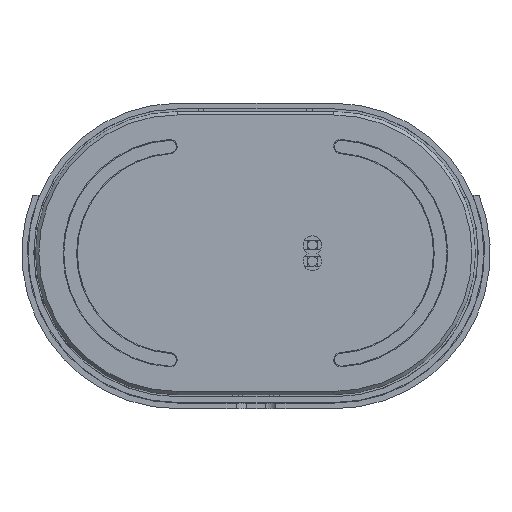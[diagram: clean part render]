
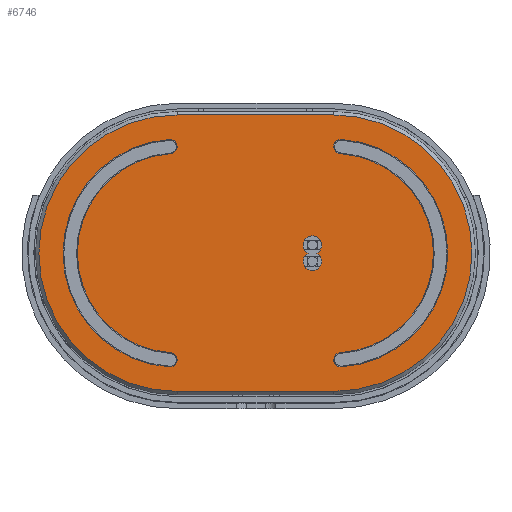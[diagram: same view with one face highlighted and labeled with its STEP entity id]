
A CAD part, front view. The second image highlights one B-rep face of the part: STEP entity #6746.
In plain terms, the highlighted planar face has unit normal (0, -1, 0).
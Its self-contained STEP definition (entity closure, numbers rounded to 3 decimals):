
#175=FACE_BOUND('',#1075,.T.);
#176=FACE_BOUND('',#1076,.T.);
#177=FACE_BOUND('',#1077,.T.);
#302=CIRCLE('',#7270,48.5);
#304=CIRCLE('',#7274,48.5);
#307=CIRCLE('',#7280,40.);
#308=CIRCLE('',#7281,2.5);
#309=CIRCLE('',#7282,35.);
#310=CIRCLE('',#7283,2.5);
#311=CIRCLE('',#7284,40.);
#312=CIRCLE('',#7285,2.5);
#313=CIRCLE('',#7286,35.);
#314=CIRCLE('',#7287,2.5);
#315=CIRCLE('',#7288,3.25);
#316=CIRCLE('',#7289,3.25);
#671=FACE_OUTER_BOUND('',#1074,.T.);
#1074=EDGE_LOOP('',(#5678,#5679,#5680,#5681));
#1075=EDGE_LOOP('',(#5682,#5683,#5684,#5685));
#1076=EDGE_LOOP('',(#5686,#5687,#5688,#5689));
#1077=EDGE_LOOP('',(#5690,#5691));
#1763=LINE('',#10842,#2513);
#1768=LINE('',#10856,#2518);
#2513=VECTOR('',#8833,10.);
#2518=VECTOR('',#8846,10.);
#3140=VERTEX_POINT('',#10839);
#3141=VERTEX_POINT('',#10841);
#3144=VERTEX_POINT('',#10848);
#3146=VERTEX_POINT('',#10854);
#3150=VERTEX_POINT('',#10872);
#3151=VERTEX_POINT('',#10873);
#3152=VERTEX_POINT('',#10875);
#3153=VERTEX_POINT('',#10877);
#3154=VERTEX_POINT('',#10880);
#3155=VERTEX_POINT('',#10881);
#3156=VERTEX_POINT('',#10883);
#3157=VERTEX_POINT('',#10885);
#3158=VERTEX_POINT('',#10888);
#3159=VERTEX_POINT('',#10889);
#4008=EDGE_CURVE('',#3140,#3141,#1763,.T.);
#4012=EDGE_CURVE('',#3144,#3140,#302,.T.);
#4015=EDGE_CURVE('',#3146,#3144,#1768,.T.);
#4017=EDGE_CURVE('',#3141,#3146,#304,.T.);
#4024=EDGE_CURVE('',#3150,#3151,#307,.T.);
#4025=EDGE_CURVE('',#3151,#3152,#308,.T.);
#4026=EDGE_CURVE('',#3153,#3152,#309,.T.);
#4027=EDGE_CURVE('',#3153,#3150,#310,.T.);
#4028=EDGE_CURVE('',#3154,#3155,#311,.T.);
#4029=EDGE_CURVE('',#3155,#3156,#312,.T.);
#4030=EDGE_CURVE('',#3157,#3156,#313,.T.);
#4031=EDGE_CURVE('',#3157,#3154,#314,.T.);
#4032=EDGE_CURVE('',#3158,#3159,#315,.T.);
#4033=EDGE_CURVE('',#3159,#3158,#316,.T.);
#5678=ORIENTED_EDGE('',*,*,#4008,.F.);
#5679=ORIENTED_EDGE('',*,*,#4012,.F.);
#5680=ORIENTED_EDGE('',*,*,#4015,.F.);
#5681=ORIENTED_EDGE('',*,*,#4017,.F.);
#5682=ORIENTED_EDGE('',*,*,#4024,.T.);
#5683=ORIENTED_EDGE('',*,*,#4025,.T.);
#5684=ORIENTED_EDGE('',*,*,#4026,.F.);
#5685=ORIENTED_EDGE('',*,*,#4027,.T.);
#5686=ORIENTED_EDGE('',*,*,#4028,.T.);
#5687=ORIENTED_EDGE('',*,*,#4029,.T.);
#5688=ORIENTED_EDGE('',*,*,#4030,.F.);
#5689=ORIENTED_EDGE('',*,*,#4031,.T.);
#5690=ORIENTED_EDGE('',*,*,#4032,.F.);
#5691=ORIENTED_EDGE('',*,*,#4033,.F.);
#6411=PLANE('',#7279);
#6746=ADVANCED_FACE('',(#671,#175,#176,#177),#6411,.F.);
#7270=AXIS2_PLACEMENT_3D('',#10850,#8839,#8840);
#7274=AXIS2_PLACEMENT_3D('',#10859,#8850,#8851);
#7279=AXIS2_PLACEMENT_3D('',#10871,#8864,#8865);
#7280=AXIS2_PLACEMENT_3D('',#10874,#8866,#8867);
#7281=AXIS2_PLACEMENT_3D('',#10876,#8868,#8869);
#7282=AXIS2_PLACEMENT_3D('',#10878,#8870,#8871);
#7283=AXIS2_PLACEMENT_3D('',#10879,#8872,#8873);
#7284=AXIS2_PLACEMENT_3D('',#10882,#8874,#8875);
#7285=AXIS2_PLACEMENT_3D('',#10884,#8876,#8877);
#7286=AXIS2_PLACEMENT_3D('',#10886,#8878,#8879);
#7287=AXIS2_PLACEMENT_3D('',#10887,#8880,#8881);
#7288=AXIS2_PLACEMENT_3D('',#10890,#8882,#8883);
#7289=AXIS2_PLACEMENT_3D('',#10891,#8884,#8885);
#8833=DIRECTION('',(-1.,0.,0.));
#8839=DIRECTION('center_axis',(0.,1.,0.));
#8840=DIRECTION('ref_axis',(0.,0.,1.));
#8846=DIRECTION('',(1.,0.,0.));
#8850=DIRECTION('center_axis',(0.,1.,0.));
#8851=DIRECTION('ref_axis',(0.,0.,1.));
#8864=DIRECTION('center_axis',(0.,1.,0.));
#8865=DIRECTION('ref_axis',(0.,0.,1.));
#8866=DIRECTION('center_axis',(0.,1.,0.));
#8867=DIRECTION('ref_axis',(-0.067,0.,-0.998));
#8868=DIRECTION('center_axis',(0.,1.,0.));
#8869=DIRECTION('ref_axis',(-0.067,0.,0.998));
#8870=DIRECTION('center_axis',(0.,1.,0.));
#8871=DIRECTION('ref_axis',(-0.067,0.,-0.998));
#8872=DIRECTION('center_axis',(0.,1.,0.));
#8873=DIRECTION('ref_axis',(0.067,0.,0.998));
#8874=DIRECTION('center_axis',(0.,1.,0.));
#8875=DIRECTION('ref_axis',(0.067,0.,0.998));
#8876=DIRECTION('center_axis',(0.,1.,0.));
#8877=DIRECTION('ref_axis',(0.067,0.,-0.998));
#8878=DIRECTION('center_axis',(0.,1.,0.));
#8879=DIRECTION('ref_axis',(0.067,0.,0.998));
#8880=DIRECTION('center_axis',(0.,1.,0.));
#8881=DIRECTION('ref_axis',(-0.067,0.,-0.998));
#8882=DIRECTION('center_axis',(0.,-1.,0.));
#8883=DIRECTION('ref_axis',(1.,0.,0.));
#8884=DIRECTION('center_axis',(0.,-1.,0.));
#8885=DIRECTION('ref_axis',(1.,0.,0.));
#10839=CARTESIAN_POINT('',(27.5,-1.5,-48.5));
#10841=CARTESIAN_POINT('',(-27.5,-1.5,-48.5));
#10842=CARTESIAN_POINT('',(0.,-1.5,-48.5));
#10848=CARTESIAN_POINT('',(27.5,-1.5,48.5));
#10850=CARTESIAN_POINT('Origin',(27.5,-1.5,0.));
#10854=CARTESIAN_POINT('',(-27.5,-1.5,48.5));
#10856=CARTESIAN_POINT('',(27.5,-1.5,48.5));
#10859=CARTESIAN_POINT('Origin',(-27.5,-1.5,0.));
#10871=CARTESIAN_POINT('Origin',(27.5,-1.5,0.));
#10872=CARTESIAN_POINT('',(-30.167,-1.5,-39.911));
#10873=CARTESIAN_POINT('',(-30.167,-1.5,39.911));
#10874=CARTESIAN_POINT('Origin',(-27.5,-1.5,0.));
#10875=CARTESIAN_POINT('',(-29.833,-1.5,34.922));
#10876=CARTESIAN_POINT('Origin',(-30.,-1.5,37.417));
#10877=CARTESIAN_POINT('',(-29.833,-1.5,-34.922));
#10878=CARTESIAN_POINT('Origin',(-27.5,-1.5,0.));
#10879=CARTESIAN_POINT('Origin',(-30.,-1.5,-37.417));
#10880=CARTESIAN_POINT('',(30.167,-1.5,39.911));
#10881=CARTESIAN_POINT('',(30.167,-1.5,-39.911));
#10882=CARTESIAN_POINT('Origin',(27.5,-1.5,0.));
#10883=CARTESIAN_POINT('',(29.833,-1.5,-34.922));
#10884=CARTESIAN_POINT('Origin',(30.,-1.5,-37.417));
#10885=CARTESIAN_POINT('',(29.833,-1.5,34.922));
#10886=CARTESIAN_POINT('Origin',(27.5,-1.5,0.));
#10887=CARTESIAN_POINT('Origin',(30.,-1.5,37.417));
#10888=CARTESIAN_POINT('',(-18.484,-1.5,0.));
#10889=CARTESIAN_POINT('',(-21.516,-1.5,0.));
#10890=CARTESIAN_POINT('Origin',(-20.,-1.5,2.875));
#10891=CARTESIAN_POINT('Origin',(-20.,-1.5,-2.875));
